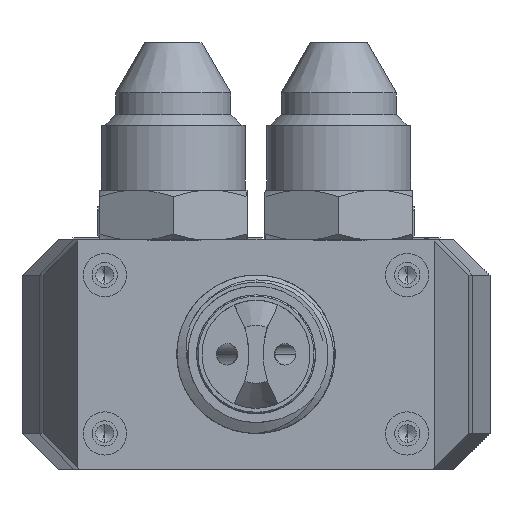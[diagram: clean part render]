
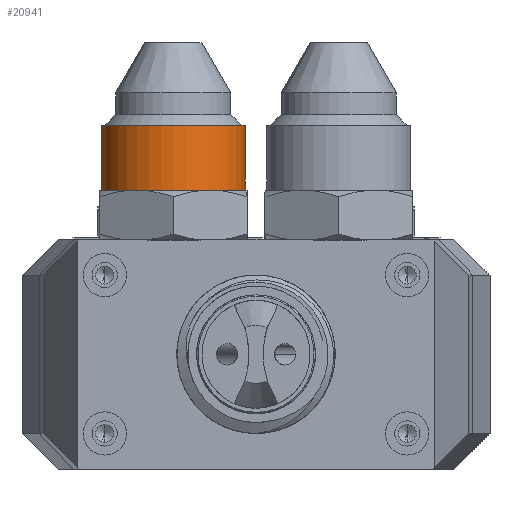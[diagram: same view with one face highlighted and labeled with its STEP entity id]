
A CAD part, front view. The second image highlights one B-rep face of the part: STEP entity #20941.
In plain terms, the highlighted cylindrical face has radius 10 mm (diameter 20 mm), a partial arc.
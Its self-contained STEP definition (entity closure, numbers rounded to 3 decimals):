
#3179 = EDGE_CURVE ( 'NONE', #17250, #12012, #50533, .T. ) ;
#8241 = VERTEX_POINT ( 'NONE', #52355 ) ;
#11868 = DIRECTION ( 'NONE',  ( -1., 0., 0. ) ) ;
#12012 = VERTEX_POINT ( 'NONE', #13380 ) ;
#13380 = CARTESIAN_POINT ( 'NONE',  ( 10., 22.5, 0. ) ) ;
#14503 = CIRCLE ( 'NONE', #20561, 10. ) ;
#17250 = VERTEX_POINT ( 'NONE', #37591 ) ;
#20468 = DIRECTION ( 'NONE',  ( 0., 1., 0. ) ) ;
#20561 = AXIS2_PLACEMENT_3D ( 'NONE', #20657, #61451, #55417 ) ;
#20657 = CARTESIAN_POINT ( 'NONE',  ( 0., 13.5, 0. ) ) ;
#20941 = ADVANCED_FACE ( 'NONE', ( #42973 ), #37312, .T. ) ;
#21680 = CARTESIAN_POINT ( 'NONE',  ( 0., 44.772, 0. ) ) ;
#25231 = EDGE_CURVE ( 'NONE', #70664, #12012, #55872, .T. ) ;
#28477 = EDGE_CURVE ( 'NONE', #8241, #17250, #60550, .T. ) ;
#33014 = DIRECTION ( 'NONE',  ( -1., 0., 0. ) ) ;
#34813 = AXIS2_PLACEMENT_3D ( 'NONE', #64000, #47774, #11868 ) ;
#37312 = CYLINDRICAL_SURFACE ( 'NONE', #39518, 10. ) ;
#37591 = CARTESIAN_POINT ( 'NONE',  ( -10., 22.5, 0. ) ) ;
#39518 = AXIS2_PLACEMENT_3D ( 'NONE', #21680, #73061, #33014 ) ;
#40889 = CARTESIAN_POINT ( 'NONE',  ( 10., 13.5, 0. ) ) ;
#41966 = EDGE_LOOP ( 'NONE', ( #45814, #52980, #63254, #44926 ) ) ;
#42973 = FACE_OUTER_BOUND ( 'NONE', #41966, .T. ) ;
#43535 = CARTESIAN_POINT ( 'NONE',  ( -10., 44.772, 0. ) ) ;
#44493 = EDGE_CURVE ( 'NONE', #70664, #8241, #14503, .T. ) ;
#44926 = ORIENTED_EDGE ( 'NONE', *, *, #3179, .T. ) ;
#45814 = ORIENTED_EDGE ( 'NONE', *, *, #25231, .F. ) ;
#47774 = DIRECTION ( 'NONE',  ( 0., -1., 0. ) ) ;
#48915 = VECTOR ( 'NONE', #68318, 1000. ) ;
#50307 = VECTOR ( 'NONE', #20468, 1000. ) ;
#50533 = CIRCLE ( 'NONE', #34813, 10. ) ;
#52355 = CARTESIAN_POINT ( 'NONE',  ( -10., 13.5, 0. ) ) ;
#52980 = ORIENTED_EDGE ( 'NONE', *, *, #44493, .T. ) ;
#55417 = DIRECTION ( 'NONE',  ( -1., 0., 0. ) ) ;
#55872 = LINE ( 'NONE', #73988, #48915 ) ;
#60550 = LINE ( 'NONE', #43535, #50307 ) ;
#61451 = DIRECTION ( 'NONE',  ( 0., 1., 0. ) ) ;
#63254 = ORIENTED_EDGE ( 'NONE', *, *, #28477, .T. ) ;
#64000 = CARTESIAN_POINT ( 'NONE',  ( 0., 22.5, 0. ) ) ;
#68318 = DIRECTION ( 'NONE',  ( 0., 1., 0. ) ) ;
#70664 = VERTEX_POINT ( 'NONE', #40889 ) ;
#73061 = DIRECTION ( 'NONE',  ( 0., 1., 0. ) ) ;
#73988 = CARTESIAN_POINT ( 'NONE',  ( 10., 44.772, 0. ) ) ;
